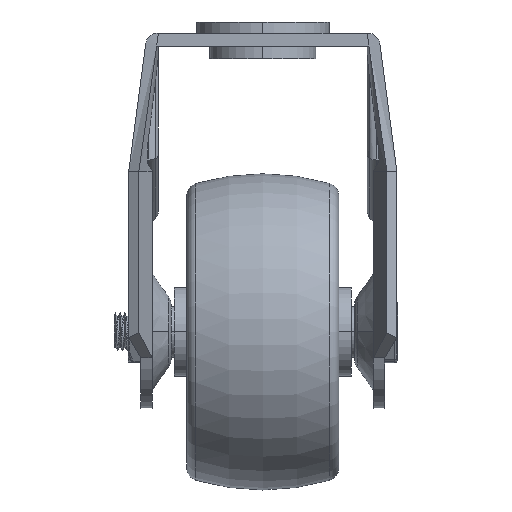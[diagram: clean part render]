
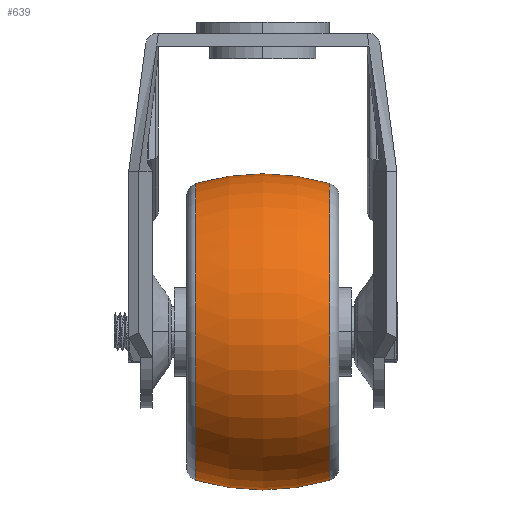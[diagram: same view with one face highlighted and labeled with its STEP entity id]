
A CAD part, left-side view. The second image highlights one B-rep face of the part: STEP entity #639.
In plain terms, the highlighted toroidal (fillet/blend) face has major radius 12 mm and minor radius 37 mm.
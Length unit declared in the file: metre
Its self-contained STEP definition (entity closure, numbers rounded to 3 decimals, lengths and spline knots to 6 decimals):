
#639=ADVANCED_FACE('1:3305',(#1242),#1243,.T.);
#1242=FACE_OUTER_BOUND('',#8605,.T.);
#1243=TOROIDAL_SURFACE('',#8606,-0.012,0.037);
#8605=EDGE_LOOP('',(#17529,#17530,#17531,#17532,#17533,#17534));
#8606=AXIS2_PLACEMENT_3D('',#17535,#17536,#17537);
#17529=ORIENTED_EDGE('',*,*,#19525,.F.);
#17530=ORIENTED_EDGE('',*,*,#19526,.T.);
#17531=ORIENTED_EDGE('',*,*,#19527,.T.);
#17532=ORIENTED_EDGE('',*,*,#19528,.F.);
#17533=ORIENTED_EDGE('',*,*,#19521,.F.);
#17534=ORIENTED_EDGE('',*,*,#19520,.F.);
#17535=CARTESIAN_POINT('',(0.,0.0,0.0));
#17536=DIRECTION('',(1.0,0.,0.0));
#17537=DIRECTION('',(0.0,0.0,-1.0));
#19520=EDGE_CURVE('1:3326',#20736,#20739,#20740,.T.);
#19521=EDGE_CURVE('1:3326',#20739,#20741,#20742,.T.);
#19525=EDGE_CURVE('',#20748,#20736,#20749,.T.);
#19526=EDGE_CURVE('1:3320',#20748,#20750,#20751,.T.);
#19527=EDGE_CURVE('1:3320',#20750,#20752,#20753,.T.);
#19528=EDGE_CURVE('',#20741,#20752,#20754,.T.);
#20736=VERTEX_POINT('',#23665);
#20739=VERTEX_POINT('',#23668);
#20740=CIRCLE('',#23669,0.023458);
#20741=VERTEX_POINT('',#23670);
#20742=CIRCLE('',#23671,0.023458);
#20748=VERTEX_POINT('',#23677);
#20749=CIRCLE('',#23678,0.037);
#20750=VERTEX_POINT('',#23679);
#20751=CIRCLE('',#23680,0.023458);
#20752=VERTEX_POINT('',#23681);
#20753=CIRCLE('',#23682,0.023458);
#20754=CIRCLE('',#23683,0.037);
#23665=CARTESIAN_POINT('',(0.010571,0.,-0.023458));
#23668=CARTESIAN_POINT('',(0.010571,0.023458,0.0));
#23669=AXIS2_PLACEMENT_3D('',#34257,#34258,#34259);
#23670=CARTESIAN_POINT('',(0.010571,0.,0.023458));
#23671=AXIS2_PLACEMENT_3D('',#34260,#34261,#34262);
#23677=CARTESIAN_POINT('',(-0.010571,0.,-0.023458));
#23678=AXIS2_PLACEMENT_3D('',#34272,#34273,#34274);
#23679=CARTESIAN_POINT('',(-0.010571,0.023458,0.0));
#23680=AXIS2_PLACEMENT_3D('',#34275,#34276,#34277);
#23681=CARTESIAN_POINT('',(-0.010571,0.,0.023458));
#23682=AXIS2_PLACEMENT_3D('',#34278,#34279,#34280);
#23683=AXIS2_PLACEMENT_3D('',#34281,#34282,#34283);
#34257=CARTESIAN_POINT('',(0.010571,0.,0.0));
#34258=DIRECTION('',(1.0,0.,-0.0));
#34259=DIRECTION('',(0.,1.0,0.0));
#34260=CARTESIAN_POINT('',(0.010571,0.,0.0));
#34261=DIRECTION('',(1.0,0.,-0.0));
#34262=DIRECTION('',(0.,1.0,0.0));
#34272=CARTESIAN_POINT('',(0.,0.,0.012));
#34273=DIRECTION('',(0.,-1.0,0.));
#34274=DIRECTION('',(0.,0.,-1.0));
#34275=CARTESIAN_POINT('',(-0.010571,0.,0.0));
#34276=DIRECTION('',(1.0,0.,-0.0));
#34277=DIRECTION('',(0.,1.0,0.0));
#34278=CARTESIAN_POINT('',(-0.010571,0.,0.0));
#34279=DIRECTION('',(1.0,0.,-0.0));
#34280=DIRECTION('',(0.,1.0,0.0));
#34281=CARTESIAN_POINT('',(0.,0.,-0.012));
#34282=DIRECTION('',(0.,-1.0,0.));
#34283=DIRECTION('',(0.,0.,1.0));
